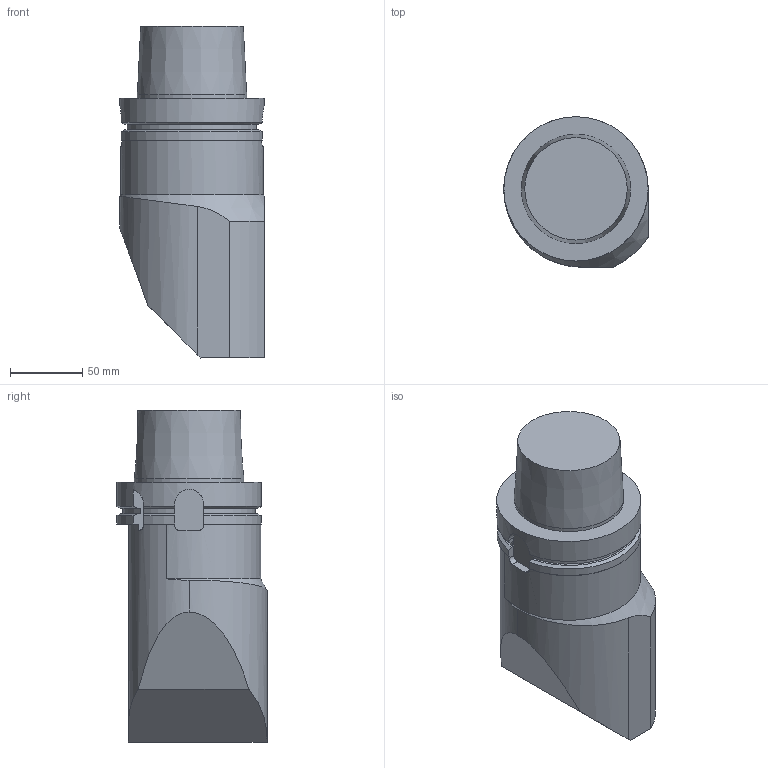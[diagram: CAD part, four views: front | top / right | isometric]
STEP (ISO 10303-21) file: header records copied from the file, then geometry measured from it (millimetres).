
FILE_DESCRIPTION((''),'1');
FILE_NAME('HSK-T100-180-BH25L-180.stp','2022-10-05T06:56:52',(''),(''),'Spatial Interop R21 SP3','Kubotek KeyCreator 2011 V10.0.2 (22737)',' ');
FILE_SCHEMA(('automotive_design'));
Length unit declared in the file: millimetre
Products named in the file (1): 240[2]
Bounding box: 100 x 104 x 230 mm (x, y, z)
Volume: 1429878.3 mm3; surface area: 86612.9 mm2
Topology: 1 solids, 1 shells, 62 faces, 175 edges, 116 vertices
Faces by surface type: plane 32, cylinder 22, cone 8
Full cylindrical faces by diameter (mm): 75.75 x1, 100 x1
Entity records: 3814 total; most frequent: CARTESIAN_POINT 612, ORIENTED_EDGE 342, DIRECTION 322, PRESENTATION_STYLE_ASSIGNMENT 297, COLOUR_RGB 297, STYLED_ITEM 234, CURVE_STYLE 234, DRAUGHTING_PRE_DEFINED_CURVE_FONT 234
